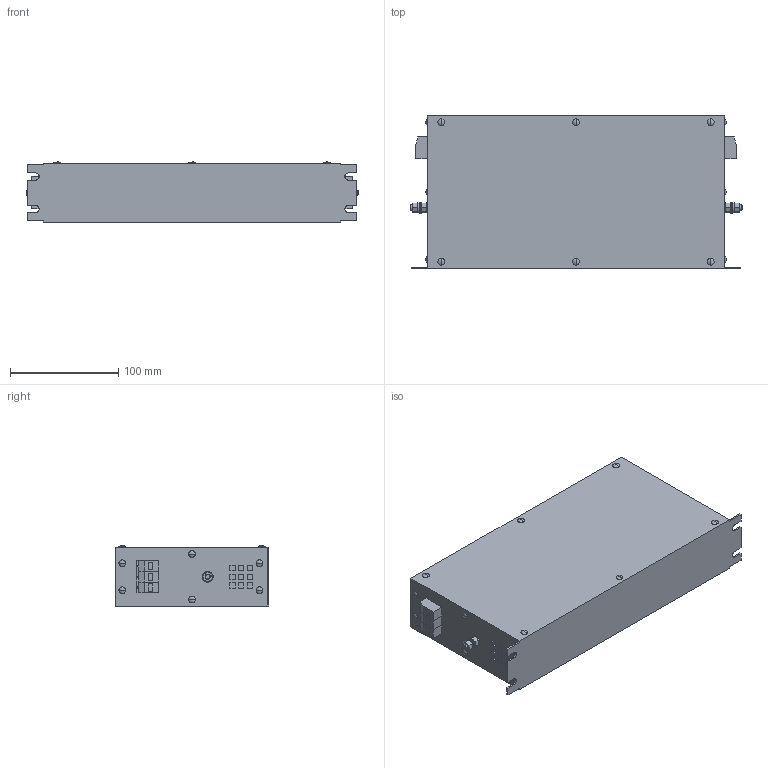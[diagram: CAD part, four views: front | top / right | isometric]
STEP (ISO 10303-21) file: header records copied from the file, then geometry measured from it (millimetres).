
FILE_DESCRIPTION (( 'STEP AP214' ), '1' );
FILE_NAME ('856330.STEP', '2024-04-08T12:55:27', ( '' ), ( '' ), 'SwSTEP 2.0', 'SolidWorks 2022', '' );
FILE_SCHEMA (( 'AUTOMOTIVE_DESIGN' ));
Length unit declared in the file: millimetre
Products named in the file (1): 856330
Bounding box: 307.2 x 142.05 x 56.37 mm (x, y, z)
Volume: 2163208.9 mm3; surface area: 133022.3 mm2
Topology: 1 solids, 1 shells, 671 faces, 1618 edges, 1066 vertices
Faces by surface type: plane 555, cylinder 76, sphere 36, cone 4
Entity records: 19374 total; most frequent: CARTESIAN_POINT 3356, ORIENTED_EDGE 3236, DIRECTION 3234, EDGE_CURVE 1618, LINE 1346, VECTOR 1346, VERTEX_POINT 1066, AXIS2_PLACEMENT_3D 944
